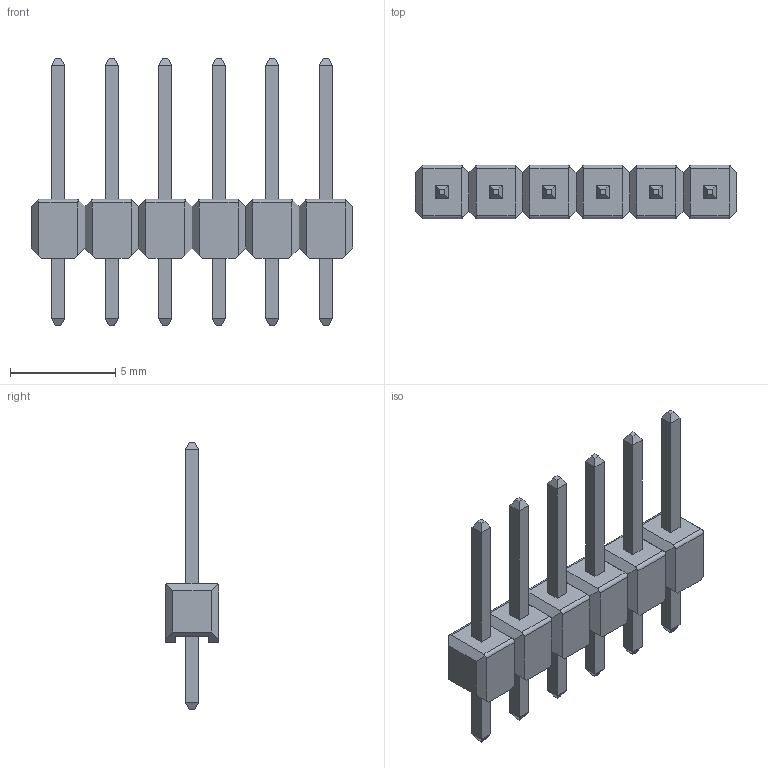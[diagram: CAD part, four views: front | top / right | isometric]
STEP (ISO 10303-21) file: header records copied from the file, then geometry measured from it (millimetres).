
FILE_DESCRIPTION(/* description */ (''),/* implementation_level */ '2;1');
FILE_NAME(/* name */ 'GOLDPIN_1x6_2.54mm.step',/* time_stamp */ '2021-02-27T18:13:35+01:00',/* author */ (''),/* organization */ (''),/* preprocessor_version */ 'ST-DEVELOPER v18.1',/* originating_system */ 'Autodesk Translation Framework v9.7.1.1290',/* authorisation */ '');
FILE_SCHEMA (('AUTOMOTIVE_DESIGN { 1 0 10303 214 3 1 1 }'));
Length unit declared in the file: millimetre
Products named in the file (1): (Unsaved)
Bounding box: 15.24 x 2.54 x 12.7 mm (x, y, z)
Volume: 29.5 mm3; surface area: 406.4 mm2
Topology: 6 solids, 12 shells, 218 faces, 564 edges, 360 vertices
Faces by surface type: plane 206, cylinder 12
Entity records: 6532 total; most frequent: CARTESIAN_POINT 1143, ORIENTED_EDGE 1088, DIRECTION 1050, EDGE_CURVE 564, LINE 516, VECTOR 516, VERTEX_POINT 360, AXIS2_PLACEMENT_3D 267
